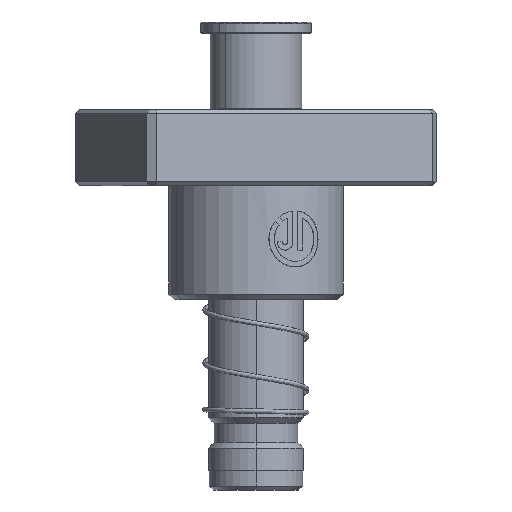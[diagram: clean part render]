
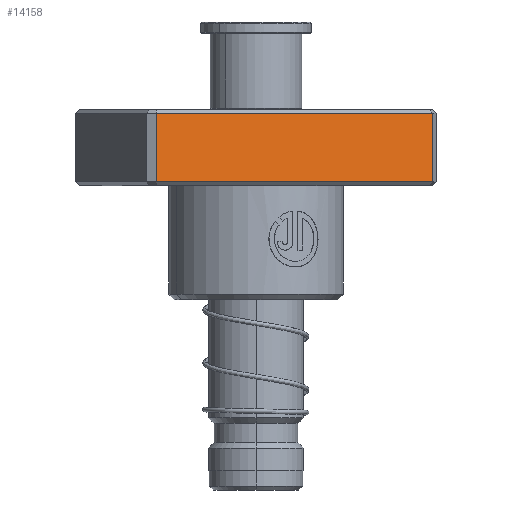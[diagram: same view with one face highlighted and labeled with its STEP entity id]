
A CAD part, left-side view. The second image highlights one B-rep face of the part: STEP entity #14158.
In plain terms, the highlighted face is planar.
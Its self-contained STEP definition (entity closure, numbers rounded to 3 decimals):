
#1485 = ORIENTED_EDGE ( 'NONE', *, *, #34501, .T. ) ;
#2186 = VECTOR ( 'NONE', #42266, 1000. ) ;
#8240 = DIRECTION ( 'NONE',  ( 0., 0., -1. ) ) ;
#8995 = CARTESIAN_POINT ( 'NONE',  ( -40., 24., 19. ) ) ;
#11240 = VECTOR ( 'NONE', #8240, 1000. ) ;
#11443 = VERTEX_POINT ( 'NONE', #14238 ) ;
#12775 = VECTOR ( 'NONE', #28802, 1000. ) ;
#12820 = LINE ( 'NONE', #32403, #12775 ) ;
#14158 = ADVANCED_FACE ( 'NONE', ( #16530 ), #26352, .F. ) ;
#14238 = CARTESIAN_POINT ( 'NONE',  ( 40., 24., 19. ) ) ;
#16172 = EDGE_CURVE ( 'NONE', #42119, #25014, #38764, .T. ) ;
#16530 = FACE_OUTER_BOUND ( 'NONE', #28959, .T. ) ;
#17461 = ORIENTED_EDGE ( 'NONE', *, *, #27477, .T. ) ;
#19207 = DIRECTION ( 'NONE',  ( -1., 0., 0. ) ) ;
#19732 = LINE ( 'NONE', #23014, #2186 ) ;
#20388 = ORIENTED_EDGE ( 'NONE', *, *, #16172, .T. ) ;
#22865 = DIRECTION ( 'NONE',  ( 0., 0., -1. ) ) ;
#23014 = CARTESIAN_POINT ( 'NONE',  ( -40., 24., 20. ) ) ;
#23574 = ORIENTED_EDGE ( 'NONE', *, *, #42562, .F. ) ;
#23770 = CARTESIAN_POINT ( 'NONE',  ( -40., 24., 1. ) ) ;
#24987 = CARTESIAN_POINT ( 'NONE',  ( 40., 24., 20. ) ) ;
#25014 = VERTEX_POINT ( 'NONE', #23770 ) ;
#26352 = PLANE ( 'NONE',  #26809 ) ;
#26809 = AXIS2_PLACEMENT_3D ( 'NONE', #29221, #39498, #22865 ) ;
#27283 = LINE ( 'NONE', #24987, #11240 ) ;
#27477 = EDGE_CURVE ( 'NONE', #34028, #11443, #12820, .T. ) ;
#28802 = DIRECTION ( 'NONE',  ( 1., 0., 0. ) ) ;
#28959 = EDGE_LOOP ( 'NONE', ( #1485, #20388, #23574, #17461 ) ) ;
#29221 = CARTESIAN_POINT ( 'NONE',  ( -40., 24., 20. ) ) ;
#29472 = CARTESIAN_POINT ( 'NONE',  ( -40., 24., 1. ) ) ;
#32056 = CARTESIAN_POINT ( 'NONE',  ( 40., 24., 1. ) ) ;
#32403 = CARTESIAN_POINT ( 'NONE',  ( 40., 24., 19. ) ) ;
#34028 = VERTEX_POINT ( 'NONE', #8995 ) ;
#34501 = EDGE_CURVE ( 'NONE', #11443, #42119, #27283, .T. ) ;
#34612 = VECTOR ( 'NONE', #19207, 1000. ) ;
#38764 = LINE ( 'NONE', #29472, #34612 ) ;
#39498 = DIRECTION ( 'NONE',  ( 0., -1., 0. ) ) ;
#42119 = VERTEX_POINT ( 'NONE', #32056 ) ;
#42266 = DIRECTION ( 'NONE',  ( 0., 0., -1. ) ) ;
#42562 = EDGE_CURVE ( 'NONE', #34028, #25014, #19732, .T. ) ;
